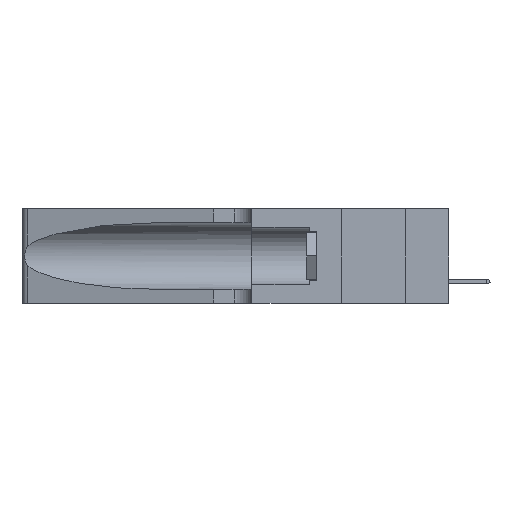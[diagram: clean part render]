
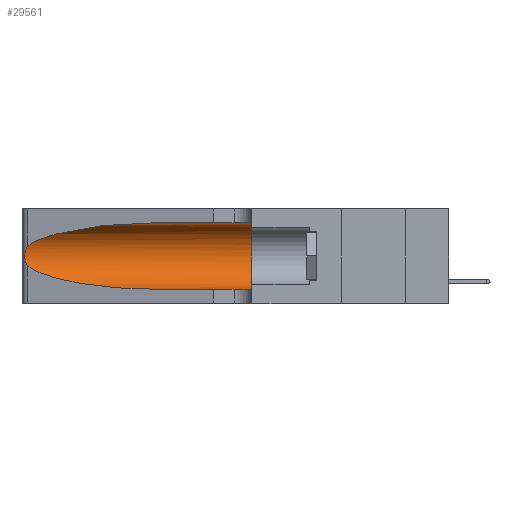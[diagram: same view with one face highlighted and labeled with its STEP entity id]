
A CAD part, left-side view. The second image highlights one B-rep face of the part: STEP entity #29561.
In plain terms, the highlighted cylindrical face has radius 3.308 mm (diameter 6.617 mm), a partial arc.
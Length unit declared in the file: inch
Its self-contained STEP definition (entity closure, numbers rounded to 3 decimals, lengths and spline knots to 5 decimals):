
#259 = CYLINDRICAL_SURFACE ( 'NONE', #11583, 0.13025 ) ;
#573 = CARTESIAN_POINT ( 'NONE',  ( 0.1305, 0.35, 0.31525 ) ) ;
#578 = DIRECTION ( 'NONE',  ( 0., -1., 0. ) ) ;
#850 = EDGE_CURVE ( 'NONE', #8716, #21518, #10832, .T. ) ;
#1058 = CARTESIAN_POINT ( 'NONE',  ( 0.2373, 1.15595, 0.28018 ) ) ;
#3946 = ORIENTED_EDGE ( 'NONE', *, *, #9990, .T. ) ;
#6279 = VECTOR ( 'NONE', #36471, 39.37008 ) ;
#6625 = CARTESIAN_POINT ( 'NONE',  ( 0.25487, 1.22718, 0.14631 ) ) ;
#6967 = CARTESIAN_POINT ( 'NONE',  ( 0.25487, 1.22718, 0.22369 ) ) ;
#7801 =( BOUNDED_CURVE ( )  B_SPLINE_CURVE ( 3, ( #37442, #33282, #1058, #33109 ),
 .UNSPECIFIED., .F., .T. ) 
 B_SPLINE_CURVE_WITH_KNOTS ( ( 4, 4 ),
 ( 1.5708, 2.84003 ),
 .UNSPECIFIED. ) 
 CURVE ( )  GEOMETRIC_REPRESENTATION_ITEM ( )  RATIONAL_B_SPLINE_CURVE ( ( 1., 0.87, 0.87, 1. ) ) 
 REPRESENTATION_ITEM ( '' )  );
#8525 = CARTESIAN_POINT ( 'NONE',  ( 0.25487, 1.22718, 0.22369 ) ) ;
#8716 = VERTEX_POINT ( 'NONE', #23622 ) ;
#9480 = VERTEX_POINT ( 'NONE', #6967 ) ;
#9990 = EDGE_CURVE ( 'NONE', #12792, #9480, #7801, .T. ) ;
#10790 = CARTESIAN_POINT ( 'NONE',  ( 0.25789, 1.23486, 0.15765 ) ) ;
#10832 = LINE ( 'NONE', #17240, #44243 ) ;
#11267 = ORIENTED_EDGE ( 'NONE', *, *, #13909, .F. ) ;
#11583 = AXIS2_PLACEMENT_3D ( 'NONE', #20407, #578, #40422 ) ;
#11745 = DIRECTION ( 'NONE',  ( 0., 0., 1. ) ) ;
#12792 = VERTEX_POINT ( 'NONE', #41217 ) ;
#13463 = CARTESIAN_POINT ( 'NONE',  ( 0.2373, 1.15595, 0.08982 ) ) ;
#13909 = EDGE_CURVE ( 'NONE', #12792, #30471, #42263, .T. ) ;
#16737 = ORIENTED_EDGE ( 'NONE', *, *, #30524, .T. ) ;
#17240 = CARTESIAN_POINT ( 'NONE',  ( 0.1305, 1.61858, 0.05475 ) ) ;
#19264 =( BOUNDED_CURVE ( )  B_SPLINE_CURVE ( 3, ( #6625, #13463, #22158, #26637 ),
 .UNSPECIFIED., .F., .F. ) 
 B_SPLINE_CURVE_WITH_KNOTS ( ( 4, 4 ),
 ( 3.44316, 4.71239 ),
 .UNSPECIFIED. ) 
 CURVE ( )  GEOMETRIC_REPRESENTATION_ITEM ( )  RATIONAL_B_SPLINE_CURVE ( ( 1., 0.87, 0.87, 1. ) ) 
 REPRESENTATION_ITEM ( '' )  );
#20400 = DIRECTION ( 'NONE',  ( 0., 1., 0. ) ) ;
#20407 = CARTESIAN_POINT ( 'NONE',  ( 0.1305, 1.61858, 0.185 ) ) ;
#21215 = CARTESIAN_POINT ( 'NONE',  ( 0.26075, 1.23896, 0.178 ) ) ;
#21518 = VERTEX_POINT ( 'NONE', #35233 ) ;
#22158 = CARTESIAN_POINT ( 'NONE',  ( 0.18966, 0.96281, 0.05475 ) ) ;
#23622 = CARTESIAN_POINT ( 'NONE',  ( 0.1305, 0.72297, 0.05475 ) ) ;
#24530 = CARTESIAN_POINT ( 'NONE',  ( 0.25555, 1.22994, 0.2215 ) ) ;
#24695 = CARTESIAN_POINT ( 'NONE',  ( 0.25854, 1.2359, 0.20912 ) ) ;
#25539 = CARTESIAN_POINT ( 'NONE',  ( 0.25856, 1.23593, 0.16098 ) ) ;
#26637 = CARTESIAN_POINT ( 'NONE',  ( 0.1305, 0.72297, 0.05475 ) ) ;
#29561 = ADVANCED_FACE ( 'NONE', ( #30104 ), #259, .F. ) ;
#30104 = FACE_OUTER_BOUND ( 'NONE', #48848, .T. ) ;
#30171 = AXIS2_PLACEMENT_3D ( 'NONE', #40081, #20400, #11745 ) ;
#30190 = EDGE_CURVE ( 'NONE', #30471, #21518, #40475, .T. ) ;
#30261 = CARTESIAN_POINT ( 'NONE',  ( 0.25487, 1.22718, 0.14631 ) ) ;
#30471 = VERTEX_POINT ( 'NONE', #573 ) ;
#30524 = EDGE_CURVE ( 'NONE', #9480, #41729, #31561, .T. ) ;
#31197 = CARTESIAN_POINT ( 'NONE',  ( 0.25555, 1.22993, 0.14849 ) ) ;
#31561 = B_SPLINE_CURVE_WITH_KNOTS ( 'NONE', 3,
 ( #8525, #24530, #36400, #48270, #24695, #36883, #40891, #21215, #37225, #25539, #10790, #46904, #31197, #43169 ),
 .UNSPECIFIED., .F., .F.,
 ( 4, 2, 2, 2, 2, 2, 4 ),
 ( 0., 0.00027, 0.00053, 0.00107, 0.0016, 0.00187, 0.00214 ),
 .UNSPECIFIED. ) ;
#32614 = DIRECTION ( 'NONE',  ( 0., -1., 0. ) ) ;
#33109 = CARTESIAN_POINT ( 'NONE',  ( 0.25487, 1.22718, 0.22369 ) ) ;
#33282 = CARTESIAN_POINT ( 'NONE',  ( 0.18966, 0.96281, 0.31525 ) ) ;
#35233 = CARTESIAN_POINT ( 'NONE',  ( 0.1305, 0.35, 0.05475 ) ) ;
#35620 = ORIENTED_EDGE ( 'NONE', *, *, #850, .T. ) ;
#36400 = CARTESIAN_POINT ( 'NONE',  ( 0.25639, 1.23184, 0.21858 ) ) ;
#36471 = DIRECTION ( 'NONE',  ( 0., -1., 0. ) ) ;
#36883 = CARTESIAN_POINT ( 'NONE',  ( 0.26018, 1.23835, 0.19895 ) ) ;
#37225 = CARTESIAN_POINT ( 'NONE',  ( 0.26017, 1.23833, 0.17102 ) ) ;
#37442 = CARTESIAN_POINT ( 'NONE',  ( 0.1305, 0.72297, 0.31525 ) ) ;
#38504 = EDGE_CURVE ( 'NONE', #41729, #8716, #19264, .T. ) ;
#40081 = CARTESIAN_POINT ( 'NONE',  ( 0.1305, 0.35, 0.185 ) ) ;
#40422 = DIRECTION ( 'NONE',  ( 0., 0., -1. ) ) ;
#40475 = CIRCLE ( 'NONE', #30171, 0.13025 ) ;
#40891 = CARTESIAN_POINT ( 'NONE',  ( 0.26075, 1.23896, 0.19203 ) ) ;
#41217 = CARTESIAN_POINT ( 'NONE',  ( 0.1305, 0.72297, 0.31525 ) ) ;
#41729 = VERTEX_POINT ( 'NONE', #30261 ) ;
#42263 = LINE ( 'NONE', #48508, #6279 ) ;
#43169 = CARTESIAN_POINT ( 'NONE',  ( 0.25487, 1.22718, 0.14631 ) ) ;
#44243 = VECTOR ( 'NONE', #32614, 39.37008 ) ;
#44466 = ORIENTED_EDGE ( 'NONE', *, *, #30190, .F. ) ;
#46781 = ORIENTED_EDGE ( 'NONE', *, *, #38504, .T. ) ;
#46904 = CARTESIAN_POINT ( 'NONE',  ( 0.25639, 1.23186, 0.15144 ) ) ;
#48270 = CARTESIAN_POINT ( 'NONE',  ( 0.25787, 1.23484, 0.2124 ) ) ;
#48508 = CARTESIAN_POINT ( 'NONE',  ( 0.1305, 1.61858, 0.31525 ) ) ;
#48848 = EDGE_LOOP ( 'NONE', ( #3946, #16737, #46781, #35620, #44466, #11267 ) ) ;
